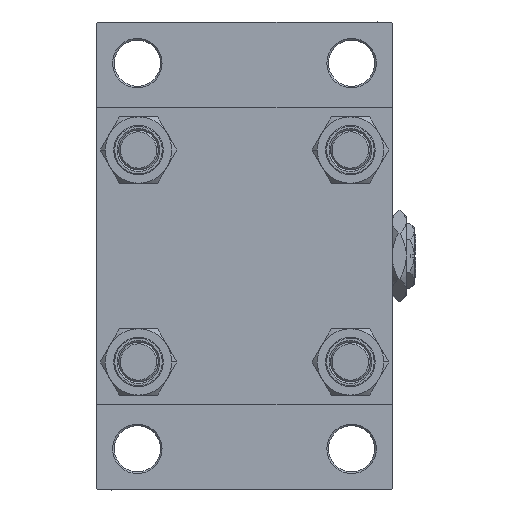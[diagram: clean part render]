
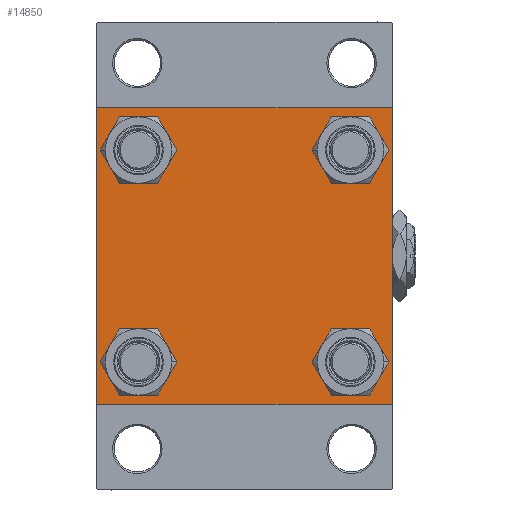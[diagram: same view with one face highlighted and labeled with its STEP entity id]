
A CAD part, left-side view. The second image highlights one B-rep face of the part: STEP entity #14850.
In plain terms, the highlighted planar face has unit normal (-1, 0, 0).
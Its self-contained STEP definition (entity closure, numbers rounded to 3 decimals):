
#344 = DIRECTION ( 'NONE',  ( 1., 0., 0. ) ) ;
#1044 = CIRCLE ( 'NONE', #25509, 6.5 ) ;
#1447 = FACE_BOUND ( 'NONE', #32472, .T. ) ;
#2431 = ORIENTED_EDGE ( 'NONE', *, *, #12205, .T. ) ;
#2678 = LINE ( 'NONE', #29641, #47113 ) ;
#2844 = DIRECTION ( 'NONE',  ( 0., 0., 1. ) ) ;
#2855 = EDGE_CURVE ( 'NONE', #22276, #16449, #42451, .T. ) ;
#3499 = DIRECTION ( 'NONE',  ( 1., 0., 0. ) ) ;
#3531 = AXIS2_PLACEMENT_3D ( 'NONE', #11702, #344, #41923 ) ;
#5026 = DIRECTION ( 'NONE',  ( 0., 0., 1. ) ) ;
#5258 = CARTESIAN_POINT ( 'NONE',  ( 0., 44.75, 44.75 ) ) ;
#5690 = CARTESIAN_POINT ( 'NONE',  ( 0., -32.15, -32.15 ) ) ;
#5782 = DIRECTION ( 'NONE',  ( 0., 0., 1. ) ) ;
#5845 = EDGE_CURVE ( 'NONE', #46475, #37043, #14063, .T. ) ;
#6217 = DIRECTION ( 'NONE',  ( 0., 0.707, -0.707 ) ) ;
#7485 = DIRECTION ( 'NONE',  ( 0., -0.707, 0.707 ) ) ;
#8745 = AXIS2_PLACEMENT_3D ( 'NONE', #47036, #43319, #43083 ) ;
#8848 = LINE ( 'NONE', #16269, #41861 ) ;
#9433 = EDGE_CURVE ( 'NONE', #11188, #33404, #20110, .T. ) ;
#9709 = ORIENTED_EDGE ( 'NONE', *, *, #42559, .T. ) ;
#10262 = FACE_BOUND ( 'NONE', #27298, .T. ) ;
#11188 = VERTEX_POINT ( 'NONE', #13469 ) ;
#11254 = VERTEX_POINT ( 'NONE', #48835 ) ;
#11661 = LINE ( 'NONE', #26765, #42402 ) ;
#11700 = AXIS2_PLACEMENT_3D ( 'NONE', #37425, #3499, #18585 ) ;
#11702 = CARTESIAN_POINT ( 'NONE',  ( 0., -32.15, -32.15 ) ) ;
#12203 = ORIENTED_EDGE ( 'NONE', *, *, #47791, .T. ) ;
#12205 = EDGE_CURVE ( 'NONE', #22276, #44678, #8848, .T. ) ;
#12580 = PLANE ( 'NONE',  #47445 ) ;
#12649 = EDGE_CURVE ( 'NONE', #36318, #44678, #17682, .T. ) ;
#12827 = FACE_BOUND ( 'NONE', #30462, .T. ) ;
#13469 = CARTESIAN_POINT ( 'NONE',  ( 0., 45., 44.5 ) ) ;
#13763 = CARTESIAN_POINT ( 'NONE',  ( 0., -45., 44.5 ) ) ;
#14063 = CIRCLE ( 'NONE', #26717, 6.5 ) ;
#14219 = FACE_OUTER_BOUND ( 'NONE', #15405, .T. ) ;
#14293 = CARTESIAN_POINT ( 'NONE',  ( 0., -45., -44.5 ) ) ;
#14621 = CARTESIAN_POINT ( 'NONE',  ( 0., 32.15, 38.65 ) ) ;
#14850 = ADVANCED_FACE ( 'NONE', ( #12827, #1447, #33291, #10262, #14219 ), #12580, .T. ) ;
#15405 = EDGE_LOOP ( 'NONE', ( #20970, #24539, #19910, #9709, #24041, #2431, #39716, #18062 ) ) ;
#15432 = CARTESIAN_POINT ( 'NONE',  ( 0., 45., -44.5 ) ) ;
#15540 = CARTESIAN_POINT ( 'NONE',  ( 0., -32.15, -25.65 ) ) ;
#15886 = LINE ( 'NONE', #33734, #43488 ) ;
#15908 = CARTESIAN_POINT ( 'NONE',  ( 0., -32.15, 32.15 ) ) ;
#15959 = DIRECTION ( 'NONE',  ( 0., 0., 1. ) ) ;
#16269 = CARTESIAN_POINT ( 'NONE',  ( 0., -44.75, 44.75 ) ) ;
#16449 = VERTEX_POINT ( 'NONE', #14293 ) ;
#17237 = CARTESIAN_POINT ( 'NONE',  ( 0., 44.5, -45. ) ) ;
#17279 = CARTESIAN_POINT ( 'NONE',  ( 0., 32.15, -38.65 ) ) ;
#17682 = LINE ( 'NONE', #33018, #22087 ) ;
#18062 = ORIENTED_EDGE ( 'NONE', *, *, #39314, .T. ) ;
#18585 = DIRECTION ( 'NONE',  ( 0., 0., 1. ) ) ;
#18670 = CARTESIAN_POINT ( 'NONE',  ( 0., -44.5, 45. ) ) ;
#18687 = CARTESIAN_POINT ( 'NONE',  ( 0., -32.15, 32.15 ) ) ;
#18988 = EDGE_CURVE ( 'NONE', #37043, #46475, #34162, .T. ) ;
#19910 = ORIENTED_EDGE ( 'NONE', *, *, #30694, .T. ) ;
#20041 = VERTEX_POINT ( 'NONE', #15540 ) ;
#20056 = DIRECTION ( 'NONE',  ( 0., 0., 1. ) ) ;
#20110 = LINE ( 'NONE', #28266, #45701 ) ;
#20970 = ORIENTED_EDGE ( 'NONE', *, *, #9433, .T. ) ;
#21349 = CARTESIAN_POINT ( 'NONE',  ( 0., 32.15, 32.15 ) ) ;
#21629 = DIRECTION ( 'NONE',  ( 0., -1., 0. ) ) ;
#22087 = VECTOR ( 'NONE', #21629, 1000. ) ;
#22276 = VERTEX_POINT ( 'NONE', #13763 ) ;
#22351 = ORIENTED_EDGE ( 'NONE', *, *, #18988, .T. ) ;
#22766 = CIRCLE ( 'NONE', #11700, 6.5 ) ;
#23957 = VERTEX_POINT ( 'NONE', #36919 ) ;
#23972 = CARTESIAN_POINT ( 'NONE',  ( 0., 0., 0. ) ) ;
#24041 = ORIENTED_EDGE ( 'NONE', *, *, #2855, .F. ) ;
#24138 = EDGE_CURVE ( 'NONE', #23957, #20041, #1044, .T. ) ;
#24539 = ORIENTED_EDGE ( 'NONE', *, *, #34681, .T. ) ;
#25177 = ORIENTED_EDGE ( 'NONE', *, *, #24138, .T. ) ;
#25255 = ORIENTED_EDGE ( 'NONE', *, *, #28184, .T. ) ;
#25509 = AXIS2_PLACEMENT_3D ( 'NONE', #5690, #42839, #20056 ) ;
#26037 = VERTEX_POINT ( 'NONE', #33664 ) ;
#26717 = AXIS2_PLACEMENT_3D ( 'NONE', #15908, #27793, #5026 ) ;
#26765 = CARTESIAN_POINT ( 'NONE',  ( 0., 44.75, -44.75 ) ) ;
#27298 = EDGE_LOOP ( 'NONE', ( #41436, #12203 ) ) ;
#27793 = DIRECTION ( 'NONE',  ( 1., 0., 0. ) ) ;
#28031 = DIRECTION ( 'NONE',  ( 0., 0., -1. ) ) ;
#28030 = LINE ( 'NONE', #5258, #31516 ) ;
#28184 = EDGE_CURVE ( 'NONE', #20041, #23957, #29614, .T. ) ;
#28266 = CARTESIAN_POINT ( 'NONE',  ( 0., 45., 45. ) ) ;
#29614 = CIRCLE ( 'NONE', #3531, 6.5 ) ;
#29641 = CARTESIAN_POINT ( 'NONE',  ( 0., 45., -45. ) ) ;
#30462 = EDGE_LOOP ( 'NONE', ( #22351, #46443 ) ) ;
#30694 = EDGE_CURVE ( 'NONE', #37932, #26037, #2678, .T. ) ;
#31516 = VECTOR ( 'NONE', #6217, 1000. ) ;
#32379 = VECTOR ( 'NONE', #46158, 1000. ) ;
#32472 = EDGE_LOOP ( 'NONE', ( #25255, #25177 ) ) ;
#33018 = CARTESIAN_POINT ( 'NONE',  ( 0., 45., 45. ) ) ;
#33236 = CARTESIAN_POINT ( 'NONE',  ( 0., 32.15, -32.15 ) ) ;
#33291 = FACE_BOUND ( 'NONE', #43877, .T. ) ;
#33404 = VERTEX_POINT ( 'NONE', #15432 ) ;
#33664 = CARTESIAN_POINT ( 'NONE',  ( 0., -44.5, -45. ) ) ;
#33734 = CARTESIAN_POINT ( 'NONE',  ( 0., -44.75, -44.75 ) ) ;
#33805 = DIRECTION ( 'NONE',  ( 1., 0., 0. ) ) ;
#33972 = DIRECTION ( 'NONE',  ( 0., 0., 1. ) ) ;
#34111 = CARTESIAN_POINT ( 'NONE',  ( 0., -32.15, 25.65 ) ) ;
#34162 = CIRCLE ( 'NONE', #39702, 6.5 ) ;
#34681 = EDGE_CURVE ( 'NONE', #33404, #37932, #11661, .T. ) ;
#35272 = CARTESIAN_POINT ( 'NONE',  ( 0., -45., 45. ) ) ;
#35602 = DIRECTION ( 'NONE',  ( 0., 0.707, 0.707 ) ) ;
#35752 = VERTEX_POINT ( 'NONE', #47062 ) ;
#36318 = VERTEX_POINT ( 'NONE', #47381 ) ;
#36919 = CARTESIAN_POINT ( 'NONE',  ( 0., -32.15, -38.65 ) ) ;
#37043 = VERTEX_POINT ( 'NONE', #44028 ) ;
#37425 = CARTESIAN_POINT ( 'NONE',  ( 0., 32.15, -32.15 ) ) ;
#37707 = ORIENTED_EDGE ( 'NONE', *, *, #44940, .T. ) ;
#37932 = VERTEX_POINT ( 'NONE', #17237 ) ;
#38459 = EDGE_CURVE ( 'NONE', #35752, #42313, #22766, .T. ) ;
#38789 = CIRCLE ( 'NONE', #8745, 6.5 ) ;
#39210 = DIRECTION ( 'NONE',  ( 1., 0., 0. ) ) ;
#39314 = EDGE_CURVE ( 'NONE', #36318, #11188, #28030, .T. ) ;
#39423 = VERTEX_POINT ( 'NONE', #14621 ) ;
#39496 = CIRCLE ( 'NONE', #41083, 6.5 ) ;
#39702 = AXIS2_PLACEMENT_3D ( 'NONE', #18687, #33805, #15959 ) ;
#39716 = ORIENTED_EDGE ( 'NONE', *, *, #12649, .F. ) ;
#39717 = ORIENTED_EDGE ( 'NONE', *, *, #38459, .T. ) ;
#40267 = CIRCLE ( 'NONE', #45823, 6.5 ) ;
#40714 = DIRECTION ( 'NONE',  ( -1., 0., 0. ) ) ;
#41083 = AXIS2_PLACEMENT_3D ( 'NONE', #21349, #39210, #5782 ) ;
#41436 = ORIENTED_EDGE ( 'NONE', *, *, #44837, .T. ) ;
#41861 = VECTOR ( 'NONE', #35602, 1000. ) ;
#41883 = DIRECTION ( 'NONE',  ( 0., -0.707, -0.707 ) ) ;
#41923 = DIRECTION ( 'NONE',  ( 0., 0., 1. ) ) ;
#42313 = VERTEX_POINT ( 'NONE', #17279 ) ;
#42402 = VECTOR ( 'NONE', #41883, 1000. ) ;
#42451 = LINE ( 'NONE', #35272, #32379 ) ;
#42559 = EDGE_CURVE ( 'NONE', #26037, #16449, #15886, .T. ) ;
#42839 = DIRECTION ( 'NONE',  ( 1., 0., 0. ) ) ;
#43083 = DIRECTION ( 'NONE',  ( 0., 0., 1. ) ) ;
#43319 = DIRECTION ( 'NONE',  ( 1., 0., 0. ) ) ;
#43488 = VECTOR ( 'NONE', #7485, 1000. ) ;
#43877 = EDGE_LOOP ( 'NONE', ( #39717, #37707 ) ) ;
#44028 = CARTESIAN_POINT ( 'NONE',  ( 0., -32.15, 38.65 ) ) ;
#44678 = VERTEX_POINT ( 'NONE', #18670 ) ;
#44837 = EDGE_CURVE ( 'NONE', #39423, #11254, #39496, .T. ) ;
#44940 = EDGE_CURVE ( 'NONE', #42313, #35752, #40267, .T. ) ;
#44983 = DIRECTION ( 'NONE',  ( 0., -1., 0. ) ) ;
#45111 = DIRECTION ( 'NONE',  ( 1., 0., 0. ) ) ;
#45701 = VECTOR ( 'NONE', #28031, 1000. ) ;
#45823 = AXIS2_PLACEMENT_3D ( 'NONE', #33236, #45111, #33972 ) ;
#46158 = DIRECTION ( 'NONE',  ( 0., 0., -1. ) ) ;
#46443 = ORIENTED_EDGE ( 'NONE', *, *, #5845, .T. ) ;
#46475 = VERTEX_POINT ( 'NONE', #34111 ) ;
#47036 = CARTESIAN_POINT ( 'NONE',  ( 0., 32.15, 32.15 ) ) ;
#47062 = CARTESIAN_POINT ( 'NONE',  ( 0., 32.15, -25.65 ) ) ;
#47113 = VECTOR ( 'NONE', #44983, 1000. ) ;
#47381 = CARTESIAN_POINT ( 'NONE',  ( 0., 44.5, 45. ) ) ;
#47445 = AXIS2_PLACEMENT_3D ( 'NONE', #23972, #40714, #2844 ) ;
#47791 = EDGE_CURVE ( 'NONE', #11254, #39423, #38789, .T. ) ;
#48835 = CARTESIAN_POINT ( 'NONE',  ( 0., 32.15, 25.65 ) ) ;
